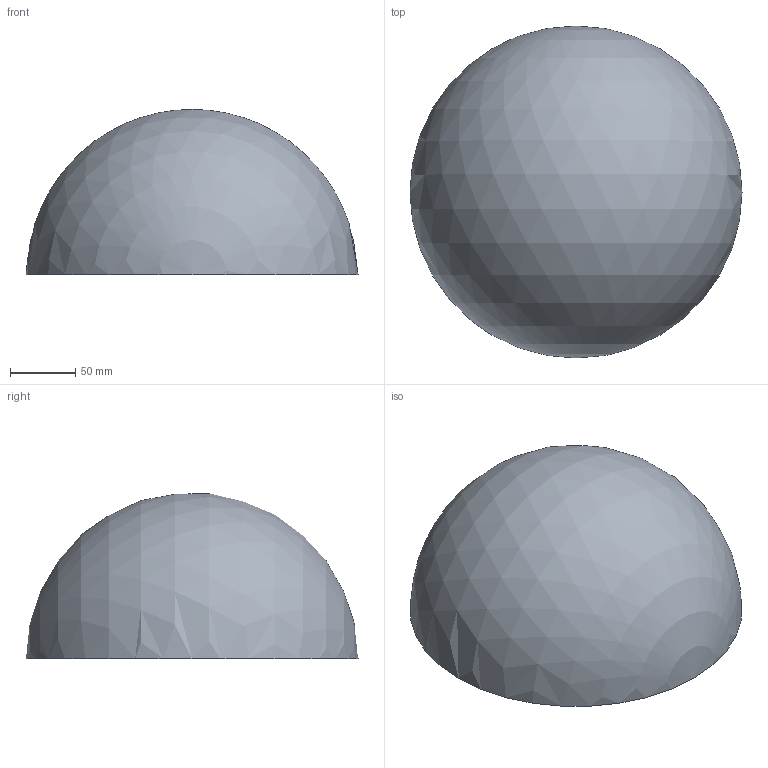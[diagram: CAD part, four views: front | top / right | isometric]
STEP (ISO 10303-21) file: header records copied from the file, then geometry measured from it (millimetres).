
FILE_DESCRIPTION(('FreeCAD Model'),'2;1');
FILE_NAME('Open CASCADE Shape Model','2025-05-05T18:26:27',(''),(''), 'Open CASCADE STEP processor 7.8','FreeCAD','Unknown');
FILE_SCHEMA(('AUTOMOTIVE_DESIGN { 1 0 10303 214 1 1 1 1 }'));
Length unit declared in the file: millimetre
Products named in the file (1): giveUpAndDoANormalDomeButThin
Bounding box: 254 x 254 x 126.3 mm (x, y, z)
Volume: 160112.2 mm3; surface area: 201414.3 mm2
Topology: 1 solids, 1 shells, 4 faces, 10 edges, 4 vertices
Faces by surface type: sphere 2, plane 2
Entity records: 116 total; most frequent: DIRECTION 20, CARTESIAN_POINT 15, ORIENTED_EDGE 12, AXIS2_PLACEMENT_3D 9, EDGE_CURVE 6, ADVANCED_FACE 4, FACE_BOUND 4, EDGE_LOOP 4
